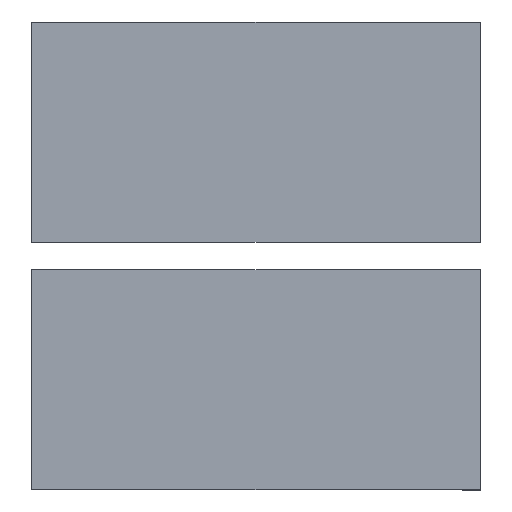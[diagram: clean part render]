
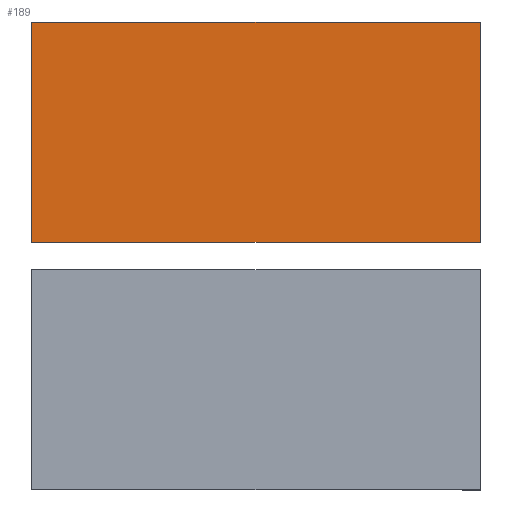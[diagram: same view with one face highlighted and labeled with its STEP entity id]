
A CAD part, top view. The second image highlights one B-rep face of the part: STEP entity #189.
In plain terms, the highlighted planar face has unit normal (0, 0, 1).
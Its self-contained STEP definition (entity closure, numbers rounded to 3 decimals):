
#17=FACE_OUTER_BOUND('',#29,.T.);
#29=EDGE_LOOP('',(#129,#130,#131,#132));
#41=LINE('',#282,#65);
#42=LINE('',#284,#66);
#43=LINE('',#286,#67);
#44=LINE('',#287,#68);
#65=VECTOR('',#232,10.);
#66=VECTOR('',#233,10.);
#67=VECTOR('',#234,10.);
#68=VECTOR('',#235,10.);
#89=VERTEX_POINT('',#280);
#90=VERTEX_POINT('',#281);
#91=VERTEX_POINT('',#283);
#92=VERTEX_POINT('',#285);
#105=EDGE_CURVE('',#89,#90,#41,.T.);
#106=EDGE_CURVE('',#89,#91,#42,.T.);
#107=EDGE_CURVE('',#91,#92,#43,.T.);
#108=EDGE_CURVE('',#92,#90,#44,.T.);
#129=ORIENTED_EDGE('',*,*,#105,.F.);
#130=ORIENTED_EDGE('',*,*,#106,.T.);
#131=ORIENTED_EDGE('',*,*,#107,.T.);
#132=ORIENTED_EDGE('',*,*,#108,.T.);
#177=PLANE('',#216);
#189=ADVANCED_FACE('',(#17),#177,.T.);
#216=AXIS2_PLACEMENT_3D('',#279,#230,#231);
#230=DIRECTION('center_axis',(0.,0.,1.));
#231=DIRECTION('ref_axis',(1.,0.,0.));
#232=DIRECTION('',(-1.,0.,0.));
#233=DIRECTION('',(0.,1.,0.));
#234=DIRECTION('',(-1.,0.,0.));
#235=DIRECTION('',(0.,-1.,0.));
#279=CARTESIAN_POINT('Origin',(95.756,100.578,8.));
#280=CARTESIAN_POINT('',(178.631,100.578,8.));
#281=CARTESIAN_POINT('',(12.881,100.578,8.));
#282=CARTESIAN_POINT('',(95.756,100.578,8.));
#283=CARTESIAN_POINT('',(178.631,182.049,8.));
#284=CARTESIAN_POINT('',(178.631,182.049,8.));
#285=CARTESIAN_POINT('',(12.881,182.049,8.));
#286=CARTESIAN_POINT('',(12.881,182.049,8.));
#287=CARTESIAN_POINT('',(12.881,182.049,8.));
